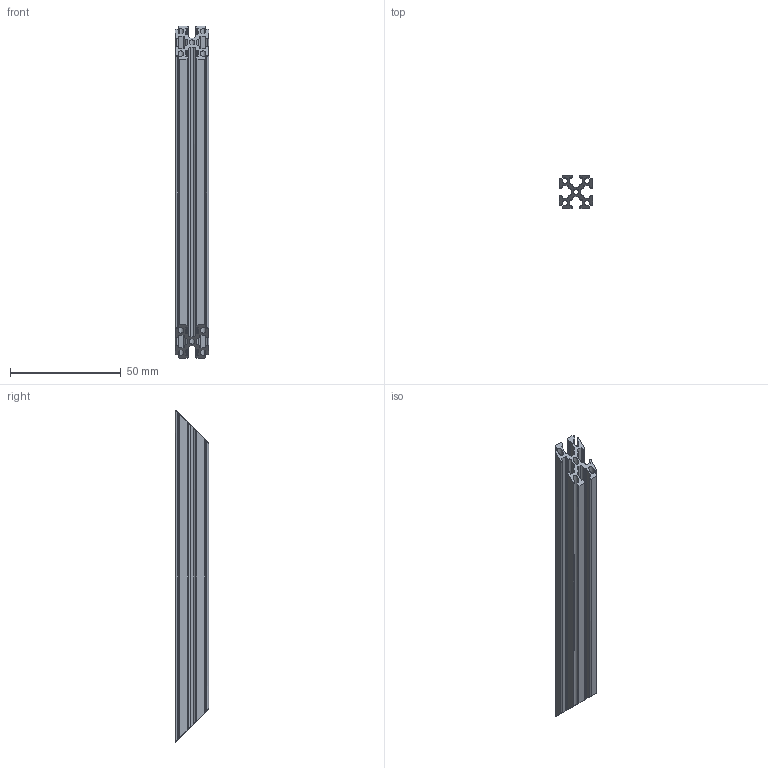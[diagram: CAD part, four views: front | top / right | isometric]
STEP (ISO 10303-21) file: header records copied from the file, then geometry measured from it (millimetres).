
FILE_DESCRIPTION(/* description */ (''),/* implementation_level */ '2;1');
FILE_NAME(/* name */ 'REV-41-1430.step',/* time_stamp */ '2017-04-10T10:55:14-05:00',/* author */ (''),/* organization */ (''),/* preprocessor_version */ 'ST-DEVELOPER v16.5',/* originating_system */ 'Autodesk Translation Framework v5.2.0.2920',/* authorisation */ '');
FILE_SCHEMA (('AUTOMOTIVE_DESIGN { 1 0 10303 214 3 1 1 }'));
Length unit declared in the file: millimetre
Products named in the file (1): REV-41-1430 v2
Bounding box: 15 x 15 x 150 mm (x, y, z)
Volume: 12257 mm3; surface area: 19877.8 mm2
Topology: 1 solids, 1 shells, 115 faces, 339 edges, 226 vertices
Faces by surface type: cylinder 61, plane 54
Full cylindrical faces by diameter (mm): 2.5 x1
Entity records: 3896 total; most frequent: DIRECTION 692, CARTESIAN_POINT 680, ORIENTED_EDGE 676, EDGE_CURVE 338, AXIS2_PLACEMENT_3D 238, VERTEX_POINT 226, LINE 216, VECTOR 216
